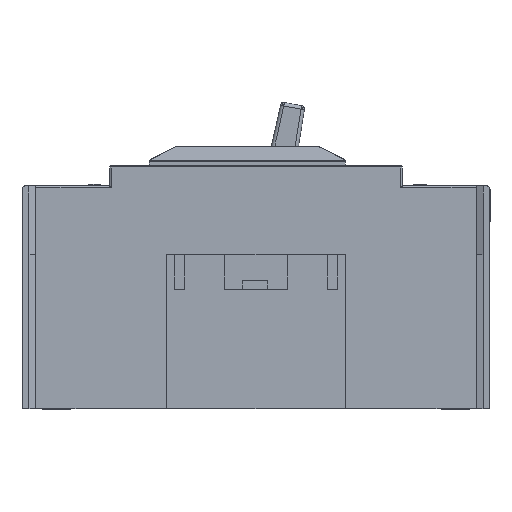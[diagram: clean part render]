
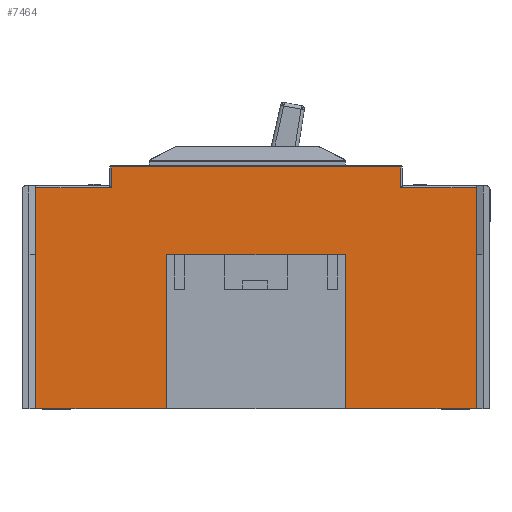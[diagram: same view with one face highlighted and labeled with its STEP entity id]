
A CAD part, left-side view. The second image highlights one B-rep face of the part: STEP entity #7464.
In plain terms, the highlighted planar face has unit normal (-1, 0, 0).
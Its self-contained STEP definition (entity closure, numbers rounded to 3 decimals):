
#135 = VERTEX_POINT ( 'NONE', #6857 ) ;
#493 = VECTOR ( 'NONE', #24003, 1000. ) ;
#974 = VERTEX_POINT ( 'NONE', #6222 ) ;
#2732 = LINE ( 'NONE', #30624, #21663 ) ;
#2861 = EDGE_CURVE ( 'NONE', #135, #10003, #28818, .T. ) ;
#3224 = VECTOR ( 'NONE', #4140, 1000. ) ;
#3231 = DIRECTION ( 'NONE',  ( 0., -1., 0. ) ) ;
#3281 = LINE ( 'NONE', #8624, #20833 ) ;
#3589 = CARTESIAN_POINT ( 'NONE',  ( -1.5, 42., 44.8 ) ) ;
#4140 = DIRECTION ( 'NONE',  ( 0., 0., 1. ) ) ;
#4324 = CARTESIAN_POINT ( 'NONE',  ( -1.5, 26., 64.3 ) ) ;
#5076 = EDGE_CURVE ( 'NONE', #30167, #974, #17909, .T. ) ;
#5217 = FACE_OUTER_BOUND ( 'NONE', #7590, .T. ) ;
#5825 = DIRECTION ( 'NONE',  ( 0., 0., 1. ) ) ;
#5997 = ORIENTED_EDGE ( 'NONE', *, *, #32795, .T. ) ;
#6156 = VERTEX_POINT ( 'NONE', #13731 ) ;
#6222 = CARTESIAN_POINT ( 'NONE',  ( -1.5, 110., 70.3 ) ) ;
#6621 = CARTESIAN_POINT ( 'NONE',  ( -1.5, 132., 64.3 ) ) ;
#6857 = CARTESIAN_POINT ( 'NONE',  ( -1.5, 110., 64.3 ) ) ;
#7086 = EDGE_CURVE ( 'NONE', #32780, #18352, #26402, .T. ) ;
#7088 = DIRECTION ( 'NONE',  ( 0., 0., 1. ) ) ;
#7259 = CARTESIAN_POINT ( 'NONE',  ( -1.5, 132., 70.3 ) ) ;
#7464 = ADVANCED_FACE ( 'NONE', ( #5217 ), #17652, .T. ) ;
#7465 = CARTESIAN_POINT ( 'NONE',  ( -1.5, 110., 0. ) ) ;
#7547 = VECTOR ( 'NONE', #13225, 1000. ) ;
#7590 = EDGE_LOOP ( 'NONE', ( #9726, #16209, #13729, #34209, #32459, #36166, #15568, #31042, #11513, #5997, #32036, #27030 ) ) ;
#8624 = CARTESIAN_POINT ( 'NONE',  ( -1.5, 0., 0. ) ) ;
#8813 = CARTESIAN_POINT ( 'NONE',  ( -1.5, 132., 0. ) ) ;
#8861 = CARTESIAN_POINT ( 'NONE',  ( -1.5, 132., 64.3 ) ) ;
#9726 = ORIENTED_EDGE ( 'NONE', *, *, #29616, .T. ) ;
#10003 = VERTEX_POINT ( 'NONE', #8861 ) ;
#10575 = EDGE_CURVE ( 'NONE', #10003, #24495, #12391, .T. ) ;
#10632 = DIRECTION ( 'NONE',  ( 0., 0., -1. ) ) ;
#10872 = CARTESIAN_POINT ( 'NONE',  ( -1.5, 42., 0. ) ) ;
#11386 = DIRECTION ( 'NONE',  ( 0., -1., 0. ) ) ;
#11513 = ORIENTED_EDGE ( 'NONE', *, *, #5076, .T. ) ;
#12391 = LINE ( 'NONE', #8813, #34450 ) ;
#12440 = CARTESIAN_POINT ( 'NONE',  ( -1.5, 26., 70.3 ) ) ;
#13018 = DIRECTION ( 'NONE',  ( 0., -1., 0. ) ) ;
#13225 = DIRECTION ( 'NONE',  ( 0., 0., -1. ) ) ;
#13483 = VERTEX_POINT ( 'NONE', #30970 ) ;
#13729 = ORIENTED_EDGE ( 'NONE', *, *, #29390, .T. ) ;
#13731 = CARTESIAN_POINT ( 'NONE',  ( -1.5, 94., 44.8 ) ) ;
#14488 = CARTESIAN_POINT ( 'NONE',  ( -1.5, 132., 0. ) ) ;
#14832 = DIRECTION ( 'NONE',  ( 0., 0., -1. ) ) ;
#15391 = EDGE_CURVE ( 'NONE', #21253, #27657, #2732, .T. ) ;
#15568 = ORIENTED_EDGE ( 'NONE', *, *, #15391, .T. ) ;
#15919 = EDGE_CURVE ( 'NONE', #27657, #30167, #24306, .T. ) ;
#16209 = ORIENTED_EDGE ( 'NONE', *, *, #26587, .T. ) ;
#16727 = LINE ( 'NONE', #35715, #3224 ) ;
#17141 = DIRECTION ( 'NONE',  ( -1., 0., 0. ) ) ;
#17652 = PLANE ( 'NONE',  #33260 ) ;
#17774 = DIRECTION ( 'NONE',  ( 0., 0., 1. ) ) ;
#17909 = LINE ( 'NONE', #7259, #30019 ) ;
#18352 = VERTEX_POINT ( 'NONE', #26934 ) ;
#20725 = CARTESIAN_POINT ( 'NONE',  ( -1.5, 0., 0. ) ) ;
#20833 = VECTOR ( 'NONE', #11386, 1000. ) ;
#21253 = VERTEX_POINT ( 'NONE', #35471 ) ;
#21663 = VECTOR ( 'NONE', #36574, 1000. ) ;
#21991 = LINE ( 'NONE', #7465, #7547 ) ;
#22596 = VECTOR ( 'NONE', #10632, 1000. ) ;
#23931 = CARTESIAN_POINT ( 'NONE',  ( -1.5, 4., 0. ) ) ;
#23985 = LINE ( 'NONE', #27377, #24357 ) ;
#24003 = DIRECTION ( 'NONE',  ( 0., 1., 0. ) ) ;
#24215 = CARTESIAN_POINT ( 'NONE',  ( -1.5, 26., 0. ) ) ;
#24306 = LINE ( 'NONE', #24215, #26539 ) ;
#24357 = VECTOR ( 'NONE', #13018, 1000. ) ;
#24453 = EDGE_CURVE ( 'NONE', #18352, #21253, #35886, .T. ) ;
#24495 = VERTEX_POINT ( 'NONE', #32440 ) ;
#26402 = LINE ( 'NONE', #20725, #32242 ) ;
#26539 = VECTOR ( 'NONE', #7088, 1000. ) ;
#26587 = EDGE_CURVE ( 'NONE', #13483, #6156, #16727, .T. ) ;
#26934 = CARTESIAN_POINT ( 'NONE',  ( -1.5, 4., 0. ) ) ;
#27030 = ORIENTED_EDGE ( 'NONE', *, *, #10575, .T. ) ;
#27377 = CARTESIAN_POINT ( 'NONE',  ( -1.5, 132., 44.8 ) ) ;
#27657 = VERTEX_POINT ( 'NONE', #4324 ) ;
#28818 = LINE ( 'NONE', #6621, #493 ) ;
#29390 = EDGE_CURVE ( 'NONE', #6156, #36276, #23985, .T. ) ;
#29616 = EDGE_CURVE ( 'NONE', #24495, #13483, #3281, .T. ) ;
#30019 = VECTOR ( 'NONE', #32774, 1000. ) ;
#30167 = VERTEX_POINT ( 'NONE', #12440 ) ;
#30188 = LINE ( 'NONE', #10872, #22596 ) ;
#30624 = CARTESIAN_POINT ( 'NONE',  ( -1.5, 132., 64.3 ) ) ;
#30653 = EDGE_CURVE ( 'NONE', #36276, #32780, #30188, .T. ) ;
#30970 = CARTESIAN_POINT ( 'NONE',  ( -1.5, 94., 0. ) ) ;
#31042 = ORIENTED_EDGE ( 'NONE', *, *, #15919, .T. ) ;
#32036 = ORIENTED_EDGE ( 'NONE', *, *, #2861, .T. ) ;
#32242 = VECTOR ( 'NONE', #3231, 1000. ) ;
#32440 = CARTESIAN_POINT ( 'NONE',  ( -1.5, 132., 0. ) ) ;
#32459 = ORIENTED_EDGE ( 'NONE', *, *, #7086, .T. ) ;
#32774 = DIRECTION ( 'NONE',  ( 0., 1., 0. ) ) ;
#32780 = VERTEX_POINT ( 'NONE', #35783 ) ;
#32795 = EDGE_CURVE ( 'NONE', #974, #135, #21991, .T. ) ;
#33260 = AXIS2_PLACEMENT_3D ( 'NONE', #14488, #17141, #5825 ) ;
#34209 = ORIENTED_EDGE ( 'NONE', *, *, #30653, .T. ) ;
#34450 = VECTOR ( 'NONE', #14832, 1000. ) ;
#35471 = CARTESIAN_POINT ( 'NONE',  ( -1.5, 4., 64.3 ) ) ;
#35715 = CARTESIAN_POINT ( 'NONE',  ( -1.5, 94., 0. ) ) ;
#35783 = CARTESIAN_POINT ( 'NONE',  ( -1.5, 42., 0. ) ) ;
#35886 = LINE ( 'NONE', #23931, #36315 ) ;
#36166 = ORIENTED_EDGE ( 'NONE', *, *, #24453, .T. ) ;
#36276 = VERTEX_POINT ( 'NONE', #3589 ) ;
#36315 = VECTOR ( 'NONE', #17774, 1000. ) ;
#36574 = DIRECTION ( 'NONE',  ( 0., 1., 0. ) ) ;
